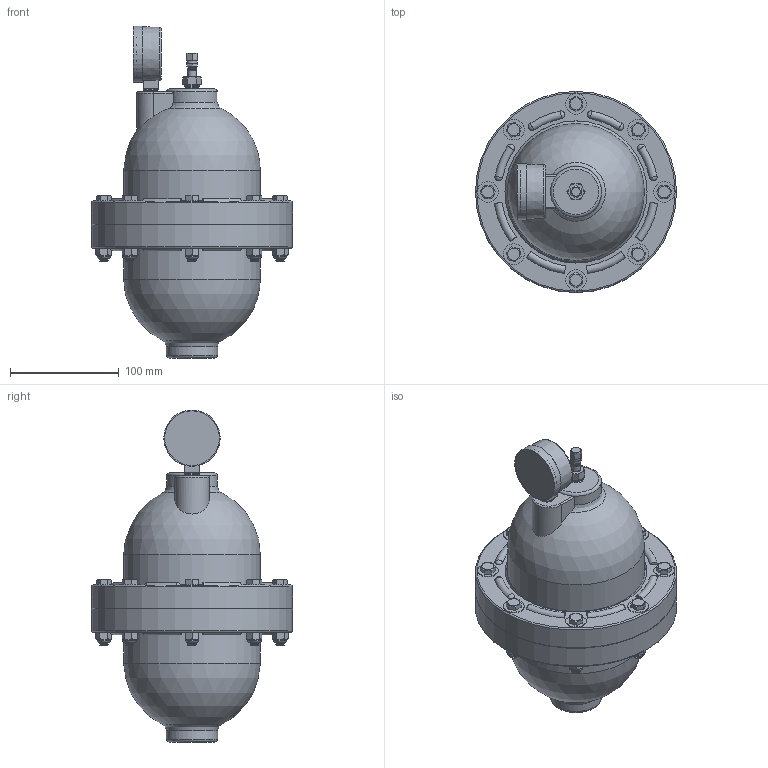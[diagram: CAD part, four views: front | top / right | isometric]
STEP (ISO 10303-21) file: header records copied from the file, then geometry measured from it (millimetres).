
FILE_DESCRIPTION((''),'2;1');
FILE_NAME('APII-POLY_R0.ipt.stp','2017-07-10T09:52:27',(''),(''),'Autodesk Inventor 2009','Autodesk Inventor 2009','');
FILE_SCHEMA(('AUTOMOTIVE_DESIGN { 1 0 10303 214 1 1 1 1 }'));
Length unit declared in the file: inch
Products named in the file (1): APII-POLY_R0
Bounding box: 185.04 x 185.04 x 305.6 mm (x, y, z)
Volume: 1752439.7 mm3; surface area: 242625.8 mm2
Topology: 12 solids, 12 shells, 1126 faces, 2907 edges, 1858 vertices
Faces by surface type: bspline 711, plane 239, cone 78, cylinder 56, torus 32, sphere 10
Full cylindrical faces by diameter (mm): 3.064 x1, 7.62 x1, 9.349 x1, 11.113 x2, 12.7 x8, 19.05 x8, 28.575 x2, 47.117 x1, 50.292 x1, 51.816 x1, 98.171 x2, 125.73 x2, 130.81 x2, 185.039 x2
Entity records: 67156 total; most frequent: CARTESIAN_POINT 43553, ORIENTED_EDGE 5468, DIRECTION 2833, EDGE_CURVE 2734, VERTEX_POINT 1828, EDGE_LOOP 1324, VECTOR 1143, LINE 1143
